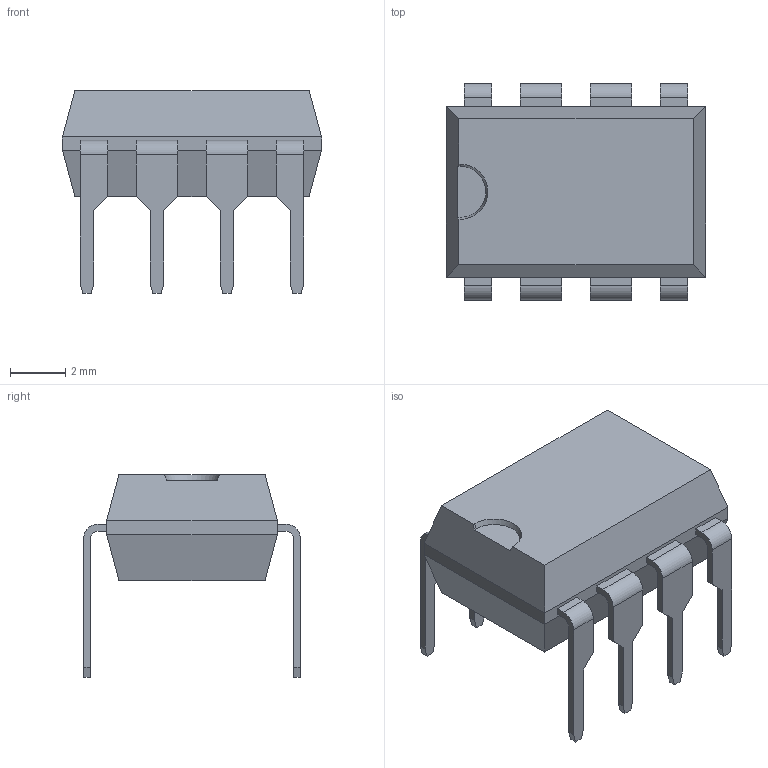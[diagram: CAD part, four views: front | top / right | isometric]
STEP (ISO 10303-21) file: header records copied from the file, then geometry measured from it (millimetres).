
FILE_DESCRIPTION(('STEP AP214'), '1');
FILE_NAME('DIP_package', '2018-05-07T10:20:32', ('Egor'), (''), 'ASCON STEP Converter 1.3', 'ASCON Math Kernel', '');
FILE_SCHEMA(('AUTOMOTIVE_DESIGN { 1 0 10303 214 3 1 1}'));
Length unit declared in the file: millimetre
Bounding box: 9.4 x 7.87 x 7.36 mm (x, y, z)
Volume: 212 mm3; surface area: 311.1 mm2
Topology: 1 solids, 1 shells, 130 faces, 352 edges, 232 vertices
Faces by surface type: plane 113, cylinder 16, cone 1
Entity records: 5110 total; most frequent: CARTESIAN_POINT 715, ORIENTED_EDGE 704, DIRECTION 648, EDGE_CURVE 352, LINE 318, VECTOR 318, VERTEX_POINT 232, AXIS2_PLACEMENT_3D 165
